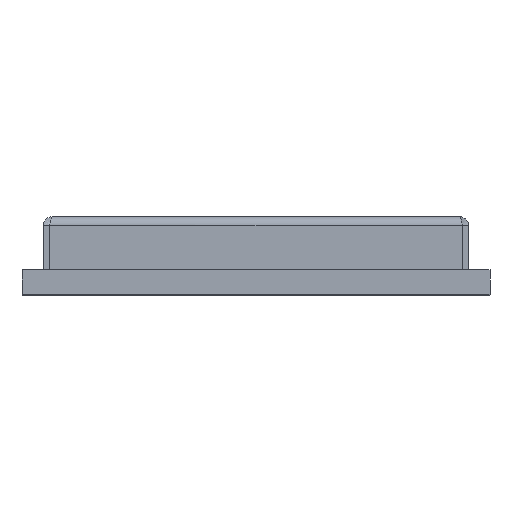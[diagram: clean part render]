
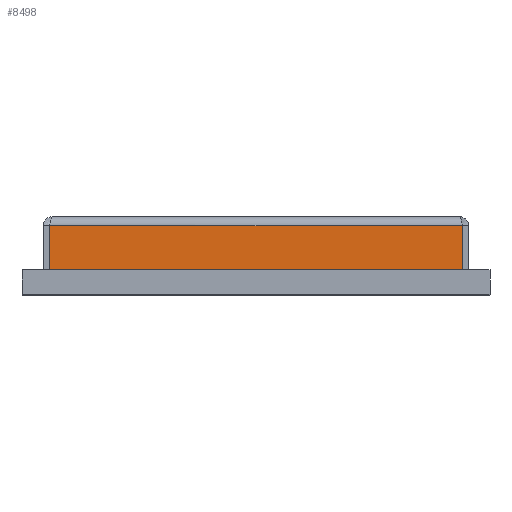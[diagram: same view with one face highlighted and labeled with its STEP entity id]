
A CAD part, top view. The second image highlights one B-rep face of the part: STEP entity #8498.
In plain terms, the highlighted planar face has unit normal (0, 0, 1).
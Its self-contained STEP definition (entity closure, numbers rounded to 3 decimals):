
#718 = CARTESIAN_POINT ( 'NONE',  ( -6.793, 0., 7.225 ) ) ;
#825 = ORIENTED_EDGE ( 'NONE', *, *, #17665, .F. ) ;
#1364 = DIRECTION ( 'NONE',  ( -1., 0., 0. ) ) ;
#1511 = DIRECTION ( 'NONE',  ( 0., -1., 0. ) ) ;
#2748 = DIRECTION ( 'NONE',  ( 1., 0., 0. ) ) ;
#3011 = VERTEX_POINT ( 'NONE', #5759 ) ;
#3313 = ORIENTED_EDGE ( 'NONE', *, *, #5359, .T. ) ;
#3605 = FACE_OUTER_BOUND ( 'NONE', #13685, .T. ) ;
#4679 = EDGE_CURVE ( 'NONE', #29321, #11886, #30403, .T. ) ;
#5359 = EDGE_CURVE ( 'NONE', #29321, #3011, #8020, .T. ) ;
#5759 = CARTESIAN_POINT ( 'NONE',  ( -6.793, 0.8, 7.225 ) ) ;
#8020 = LINE ( 'NONE', #718, #8422 ) ;
#8338 = VECTOR ( 'NONE', #1511, 1000. ) ;
#8422 = VECTOR ( 'NONE', #17604, 1000. ) ;
#8498 = ADVANCED_FACE ( 'NONE', ( #3605 ), #28750, .F. ) ;
#9832 = LINE ( 'NONE', #23032, #8338 ) ;
#11398 = EDGE_CURVE ( 'NONE', #11886, #18133, #9832, .T. ) ;
#11886 = VERTEX_POINT ( 'NONE', #29798 ) ;
#11957 = CARTESIAN_POINT ( 'NONE',  ( 7., 2.25, 7.225 ) ) ;
#13685 = EDGE_LOOP ( 'NONE', ( #21267, #3313, #825, #30353 ) ) ;
#16889 = CARTESIAN_POINT ( 'NONE',  ( -6.793, 2.25, 7.225 ) ) ;
#17146 = VECTOR ( 'NONE', #2748, 1000. ) ;
#17604 = DIRECTION ( 'NONE',  ( 0., -1., 0. ) ) ;
#17665 = EDGE_CURVE ( 'NONE', #18133, #3011, #19871, .T. ) ;
#17767 = CARTESIAN_POINT ( 'NONE',  ( 6.793, 0.8, 7.225 ) ) ;
#18133 = VERTEX_POINT ( 'NONE', #17767 ) ;
#19871 = LINE ( 'NONE', #25334, #28233 ) ;
#21267 = ORIENTED_EDGE ( 'NONE', *, *, #4679, .F. ) ;
#21741 = DIRECTION ( 'NONE',  ( 0., 1., 0. ) ) ;
#23032 = CARTESIAN_POINT ( 'NONE',  ( 6.793, 2.35, 7.225 ) ) ;
#23211 = AXIS2_PLACEMENT_3D ( 'NONE', #23981, #31193, #21741 ) ;
#23981 = CARTESIAN_POINT ( 'NONE',  ( 0., 0., 7.225 ) ) ;
#25334 = CARTESIAN_POINT ( 'NONE',  ( 7., 0.8, 7.225 ) ) ;
#28233 = VECTOR ( 'NONE', #1364, 1000. ) ;
#28750 = PLANE ( 'NONE',  #23211 ) ;
#29321 = VERTEX_POINT ( 'NONE', #16889 ) ;
#29798 = CARTESIAN_POINT ( 'NONE',  ( 6.793, 2.25, 7.225 ) ) ;
#30353 = ORIENTED_EDGE ( 'NONE', *, *, #11398, .F. ) ;
#30403 = LINE ( 'NONE', #11957, #17146 ) ;
#31193 = DIRECTION ( 'NONE',  ( 0., 0., -1. ) ) ;
